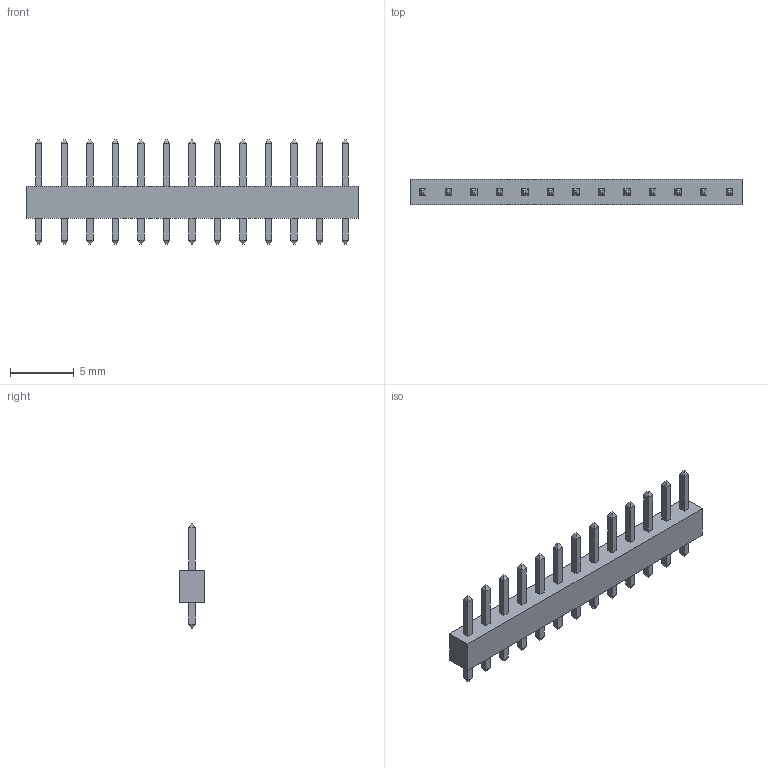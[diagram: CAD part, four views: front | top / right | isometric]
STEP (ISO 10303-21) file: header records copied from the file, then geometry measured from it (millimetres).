
FILE_DESCRIPTION (( 'STEP AP214' ), '1' );
FILE_NAME ( 'HDRV13W50P200_13X1_2600X200H615.STEP', '2022-06-19T11:52:38', ( '' ), ( '' ), '', '©2017 PCB Libraries, Inc.', '' );
FILE_SCHEMA (( 'AUTOMOTIVE_DESIGN' ));
Length unit declared in the file: millimetre
Products named in the file (1): HDRV13W50P200_13X1_2600X200H615
Bounding box: 26 x 2 x 8.15 mm (x, y, z)
Volume: 149.3 mm3; surface area: 395.4 mm2
Topology: 27 solids, 27 shells, 266 faces, 532 edges, 320 vertices
Faces by surface type: plane 266
Entity records: 7481 total; most frequent: CARTESIAN_POINT 1119, DIRECTION 1066, ORIENTED_EDGE 1064, VECTOR 532, LINE 532, EDGE_CURVE 532, VERTEX_POINT 320, STYLED_ITEM 294
